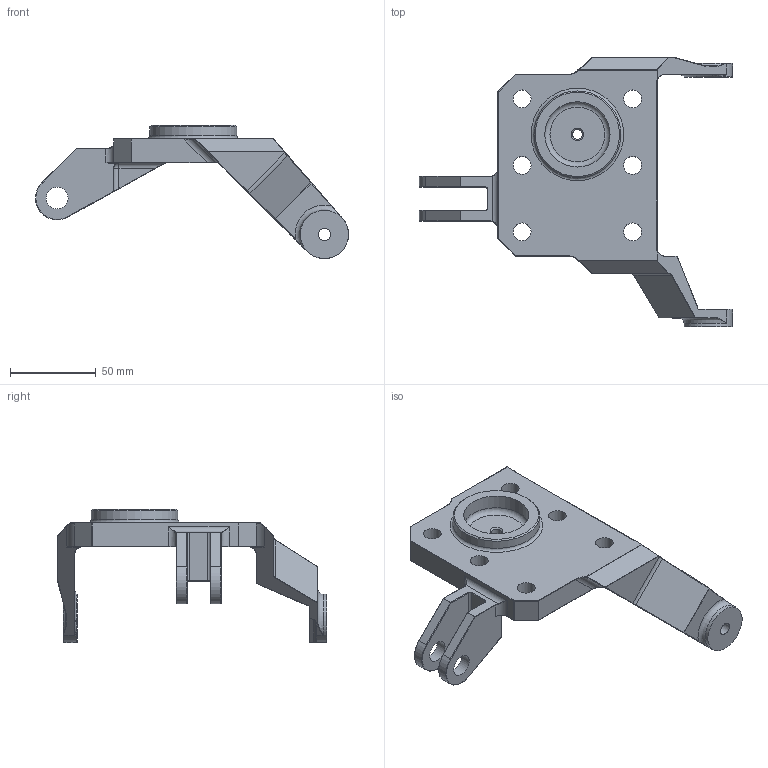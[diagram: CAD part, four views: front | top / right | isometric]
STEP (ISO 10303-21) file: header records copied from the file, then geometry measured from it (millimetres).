
FILE_DESCRIPTION(/* description */ (''),/* implementation_level */ '2;1');
FILE_NAME(/* name */ '23059898_C_x_t.stp',/* time_stamp */ '2016-07-12T11:26:13-04:00',/* author */ (''),/* organization */ (''),/* preprocessor_version */ 'ST-DEVELOPER v15',/* originating_system */ 'SIEMENS PLM Software NX 9.0',/* authorisation */ '');
FILE_SCHEMA (('AUTOMOTIVE_DESIGN { 1 0 10303 214 3 1 1 1 }'));
Length unit declared in the file: millimetre
Products named in the file (1): jz9h13AC6B3D7k3b
Bounding box: 182.74 x 157.42 x 77.69 mm (x, y, z)
Volume: 198521.9 mm3; surface area: 49694.2 mm2
Topology: 1 solids, 1 shells, 266 faces, 630 edges, 334 vertices
Faces by surface type: cylinder 120, plane 45, bspline 39, sphere 30, torus 28, cone 4
Full cylindrical faces by diameter (mm): 5.613 x1, 7.201 x1, 10.376 x6, 12.694 x2, 20.618 x1, 28.194 x1, 38.1 x1, 50.736 x1
Entity records: 11671 total; most frequent: CARTESIAN_POINT 4032, DIRECTION 1278, ORIENTED_EDGE 1136, EDGE_CURVE 568, AXIS2_PLACEMENT_3D 530, VERTEX_POINT 327, EDGE_LOOP 311, PRESENTATION_STYLE_ASSIGNMENT 267
